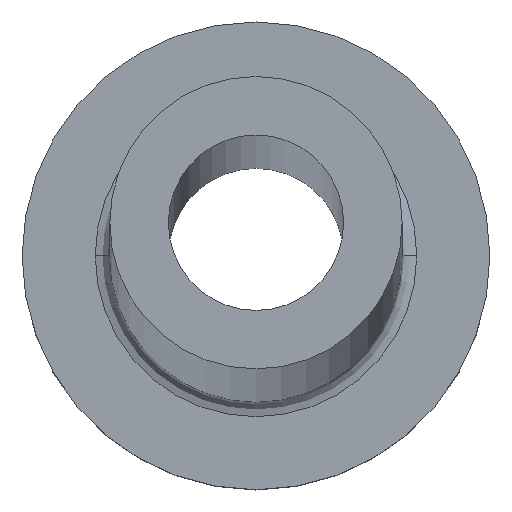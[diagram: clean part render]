
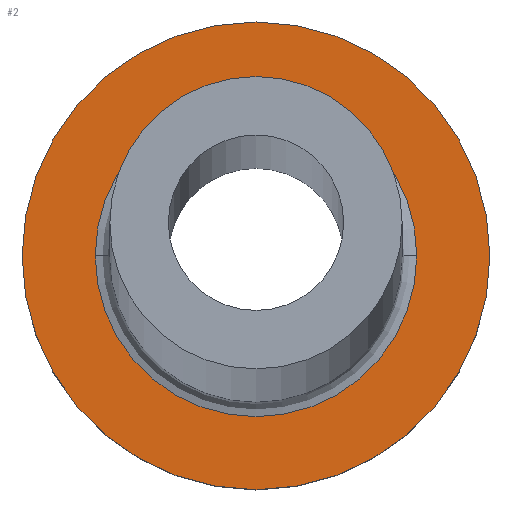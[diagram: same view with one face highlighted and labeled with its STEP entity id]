
A CAD part, top view. The second image highlights one B-rep face of the part: STEP entity #2.
In plain terms, the highlighted planar face has unit normal (0, 0, 1).
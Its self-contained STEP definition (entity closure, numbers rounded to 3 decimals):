
#2 = ADVANCED_FACE ( 'NONE', ( #318, #120 ), #55, .T. ) ;
#7 = CIRCLE ( 'NONE', #66, 8. ) ;
#10 = DIRECTION ( 'NONE',  ( 0., 0., 1. ) ) ;
#20 = EDGE_LOOP ( 'NONE', ( #319, #41 ) ) ;
#26 = VERTEX_POINT ( 'NONE', #380 ) ;
#41 = ORIENTED_EDGE ( 'NONE', *, *, #156, .T. ) ;
#55 = PLANE ( 'NONE',  #146 ) ;
#56 = CIRCLE ( 'NONE', #189, 5.5 ) ;
#66 = AXIS2_PLACEMENT_3D ( 'NONE', #308, #10, #310 ) ;
#75 = DIRECTION ( 'NONE',  ( 1., 0., 0. ) ) ;
#85 = VERTEX_POINT ( 'NONE', #325 ) ;
#90 = DIRECTION ( 'NONE',  ( 0., 0., 1. ) ) ;
#111 = ORIENTED_EDGE ( 'NONE', *, *, #208, .T. ) ;
#120 = FACE_OUTER_BOUND ( 'NONE', #162, .T. ) ;
#127 = DIRECTION ( 'NONE',  ( 0., 0., -1. ) ) ;
#136 = CARTESIAN_POINT ( 'NONE',  ( 5.5, 0., 5. ) ) ;
#146 = AXIS2_PLACEMENT_3D ( 'NONE', #226, #90, #345 ) ;
#156 = EDGE_CURVE ( 'NONE', #85, #217, #339, .T. ) ;
#162 = EDGE_LOOP ( 'NONE', ( #243, #111 ) ) ;
#166 = CARTESIAN_POINT ( 'NONE',  ( 8., 0., 5. ) ) ;
#168 = AXIS2_PLACEMENT_3D ( 'NONE', #216, #305, #300 ) ;
#189 = AXIS2_PLACEMENT_3D ( 'NONE', #214, #334, #75 ) ;
#192 = EDGE_CURVE ( 'NONE', #26, #224, #7, .T. ) ;
#208 = EDGE_CURVE ( 'NONE', #224, #26, #253, .T. ) ;
#214 = CARTESIAN_POINT ( 'NONE',  ( 0., 0., 5. ) ) ;
#216 = CARTESIAN_POINT ( 'NONE',  ( 0., 0., 5. ) ) ;
#217 = VERTEX_POINT ( 'NONE', #136 ) ;
#224 = VERTEX_POINT ( 'NONE', #166 ) ;
#226 = CARTESIAN_POINT ( 'NONE',  ( 0., 0., 5. ) ) ;
#240 = DIRECTION ( 'NONE',  ( 1., 0., 0. ) ) ;
#243 = ORIENTED_EDGE ( 'NONE', *, *, #192, .T. ) ;
#252 = EDGE_CURVE ( 'NONE', #217, #85, #56, .T. ) ;
#253 = CIRCLE ( 'NONE', #168, 8. ) ;
#277 = AXIS2_PLACEMENT_3D ( 'NONE', #290, #127, #240 ) ;
#290 = CARTESIAN_POINT ( 'NONE',  ( 0., 0., 5. ) ) ;
#300 = DIRECTION ( 'NONE',  ( 1., 0., 0. ) ) ;
#305 = DIRECTION ( 'NONE',  ( 0., 0., 1. ) ) ;
#308 = CARTESIAN_POINT ( 'NONE',  ( 0., 0., 5. ) ) ;
#310 = DIRECTION ( 'NONE',  ( 1., 0., 0. ) ) ;
#318 = FACE_BOUND ( 'NONE', #20, .T. ) ;
#319 = ORIENTED_EDGE ( 'NONE', *, *, #252, .T. ) ;
#325 = CARTESIAN_POINT ( 'NONE',  ( -5.5, 0., 5. ) ) ;
#334 = DIRECTION ( 'NONE',  ( 0., 0., -1. ) ) ;
#339 = CIRCLE ( 'NONE', #277, 5.5 ) ;
#345 = DIRECTION ( 'NONE',  ( 1., 0., 0. ) ) ;
#380 = CARTESIAN_POINT ( 'NONE',  ( -8., 0., 5. ) ) ;
